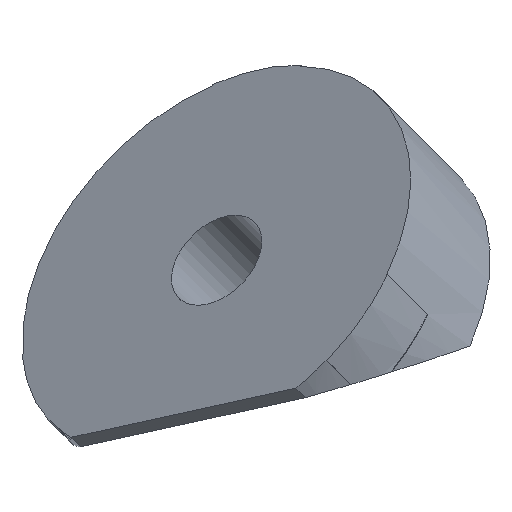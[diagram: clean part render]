
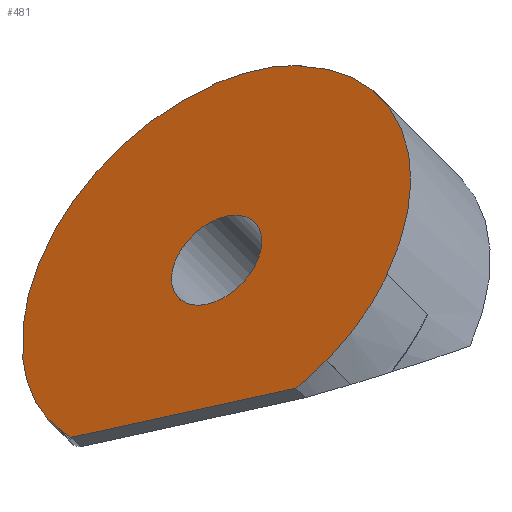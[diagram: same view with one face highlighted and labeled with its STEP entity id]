
A CAD part, top view. The second image highlights one B-rep face of the part: STEP entity #481.
In plain terms, the highlighted planar face has unit normal (-0.542, 0.542, 0.643).
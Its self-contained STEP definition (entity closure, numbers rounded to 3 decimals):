
#19=FACE_BOUND('',#91,.T.);
#35=PLANE('',#543);
#58=FACE_OUTER_BOUND('',#90,.T.);
#90=EDGE_LOOP('',(#376,#377,#378,#379,#380,#381,#382,#383,#384,#385,#386,
#387,#388,#389));
#91=EDGE_LOOP('',(#390));
#118=LINE('',#797,#155);
#122=LINE('',#810,#159);
#123=LINE('',#814,#160);
#124=LINE('',#818,#161);
#125=LINE('',#822,#162);
#126=LINE('',#826,#163);
#127=LINE('',#829,#164);
#155=VECTOR('',#642,10.);
#159=VECTOR('',#658,10.);
#160=VECTOR('',#661,10.);
#161=VECTOR('',#664,10.);
#162=VECTOR('',#667,10.);
#163=VECTOR('',#670,10.);
#164=VECTOR('',#673,10.);
#189=CIRCLE('',#537,2.);
#191=CIRCLE('',#542,8.603);
#192=CIRCLE('',#544,8.603);
#193=CIRCLE('',#545,8.649);
#194=CIRCLE('',#546,8.603);
#195=CIRCLE('',#547,8.649);
#196=CIRCLE('',#548,8.603);
#197=CIRCLE('',#549,8.649);
#227=VERTEX_POINT('',#791);
#228=VERTEX_POINT('',#795);
#229=VERTEX_POINT('',#796);
#230=VERTEX_POINT('',#803);
#231=VERTEX_POINT('',#807);
#232=VERTEX_POINT('',#809);
#233=VERTEX_POINT('',#811);
#234=VERTEX_POINT('',#813);
#235=VERTEX_POINT('',#815);
#236=VERTEX_POINT('',#817);
#237=VERTEX_POINT('',#819);
#238=VERTEX_POINT('',#821);
#239=VERTEX_POINT('',#823);
#240=VERTEX_POINT('',#825);
#241=VERTEX_POINT('',#827);
#278=EDGE_CURVE('',#227,#227,#189,.T.);
#280=EDGE_CURVE('',#228,#229,#118,.T.);
#284=EDGE_CURVE('',#228,#230,#191,.T.);
#286=EDGE_CURVE('',#231,#229,#192,.T.);
#287=EDGE_CURVE('',#232,#231,#122,.T.);
#288=EDGE_CURVE('',#232,#233,#193,.T.);
#289=EDGE_CURVE('',#234,#233,#123,.T.);
#290=EDGE_CURVE('',#235,#234,#194,.T.);
#291=EDGE_CURVE('',#236,#235,#124,.T.);
#292=EDGE_CURVE('',#236,#237,#195,.T.);
#293=EDGE_CURVE('',#238,#237,#125,.T.);
#294=EDGE_CURVE('',#239,#238,#196,.T.);
#295=EDGE_CURVE('',#240,#239,#126,.T.);
#296=EDGE_CURVE('',#240,#241,#197,.T.);
#297=EDGE_CURVE('',#230,#241,#127,.T.);
#376=ORIENTED_EDGE('',*,*,#280,.T.);
#377=ORIENTED_EDGE('',*,*,#286,.F.);
#378=ORIENTED_EDGE('',*,*,#287,.F.);
#379=ORIENTED_EDGE('',*,*,#288,.T.);
#380=ORIENTED_EDGE('',*,*,#289,.F.);
#381=ORIENTED_EDGE('',*,*,#290,.F.);
#382=ORIENTED_EDGE('',*,*,#291,.F.);
#383=ORIENTED_EDGE('',*,*,#292,.T.);
#384=ORIENTED_EDGE('',*,*,#293,.F.);
#385=ORIENTED_EDGE('',*,*,#294,.F.);
#386=ORIENTED_EDGE('',*,*,#295,.F.);
#387=ORIENTED_EDGE('',*,*,#296,.T.);
#388=ORIENTED_EDGE('',*,*,#297,.F.);
#389=ORIENTED_EDGE('',*,*,#284,.F.);
#390=ORIENTED_EDGE('',*,*,#278,.T.);
#481=ADVANCED_FACE('',(#58,#19),#35,.F.);
#537=AXIS2_PLACEMENT_3D('',#792,#637,#638);
#542=AXIS2_PLACEMENT_3D('',#804,#651,#652);
#543=AXIS2_PLACEMENT_3D('',#806,#654,#655);
#544=AXIS2_PLACEMENT_3D('',#808,#656,#657);
#545=AXIS2_PLACEMENT_3D('',#812,#659,#660);
#546=AXIS2_PLACEMENT_3D('',#816,#662,#663);
#547=AXIS2_PLACEMENT_3D('',#820,#665,#666);
#548=AXIS2_PLACEMENT_3D('',#824,#668,#669);
#549=AXIS2_PLACEMENT_3D('',#828,#671,#672);
#637=DIRECTION('center_axis',(0.542,-0.542,-0.643));
#638=DIRECTION('ref_axis',(-0.179,-0.821,0.542));
#642=DIRECTION('',(0.821,0.179,0.542));
#651=DIRECTION('center_axis',(0.542,-0.542,-0.643));
#652=DIRECTION('ref_axis',(-0.179,-0.821,0.542));
#654=DIRECTION('center_axis',(0.542,-0.542,-0.643));
#655=DIRECTION('ref_axis',(-0.179,-0.821,0.542));
#656=DIRECTION('center_axis',(0.542,-0.542,-0.643));
#657=DIRECTION('ref_axis',(-0.179,-0.821,0.542));
#658=DIRECTION('',(-0.622,0.256,-0.74));
#659=DIRECTION('center_axis',(-0.542,0.542,0.643));
#660=DIRECTION('ref_axis',(0.179,0.821,-0.542));
#661=DIRECTION('',(0.622,-0.256,0.74));
#662=DIRECTION('center_axis',(0.542,-0.542,-0.643));
#663=DIRECTION('ref_axis',(-0.179,-0.821,0.542));
#664=DIRECTION('',(-0.179,-0.821,0.542));
#665=DIRECTION('center_axis',(-0.542,0.542,0.643));
#666=DIRECTION('ref_axis',(0.179,0.821,-0.542));
#667=DIRECTION('',(0.179,0.821,-0.542));
#668=DIRECTION('center_axis',(0.542,-0.542,-0.643));
#669=DIRECTION('ref_axis',(-0.179,-0.821,0.542));
#670=DIRECTION('',(0.801,0.565,0.198));
#671=DIRECTION('center_axis',(-0.542,0.542,0.643));
#672=DIRECTION('ref_axis',(0.179,0.821,-0.542));
#673=DIRECTION('',(-0.801,-0.565,-0.198));
#791=CARTESIAN_POINT('',(-110.253,112.253,201.183));
#792=CARTESIAN_POINT('Origin',(-110.61,110.61,202.266));
#795=CARTESIAN_POINT('',(-116.036,104.008,203.256));
#796=CARTESIAN_POINT('',(-107.658,105.83,208.781));
#797=CARTESIAN_POINT('',(-111.847,104.919,206.019));
#803=CARTESIAN_POINT('',(-116.797,104.635,202.087));
#804=CARTESIAN_POINT('Origin',(-110.61,110.61,202.266));
#806=CARTESIAN_POINT('Origin',(-109.065,117.714,197.581));
#807=CARTESIAN_POINT('',(-106.536,106.866,208.854));
#808=CARTESIAN_POINT('Origin',(-110.61,110.61,202.266));
#809=CARTESIAN_POINT('',(-106.506,106.854,208.889));
#810=CARTESIAN_POINT('',(-99.415,103.936,217.324));
#811=CARTESIAN_POINT('',(-104.245,110.057,208.096));
#812=CARTESIAN_POINT('Origin',(-110.61,110.61,202.266));
#813=CARTESIAN_POINT('',(-104.274,110.069,208.061));
#814=CARTESIAN_POINT('',(-110.465,112.617,200.697));
#815=CARTESIAN_POINT('',(-107.473,117.84,198.817));
#816=CARTESIAN_POINT('Origin',(-110.61,110.61,202.266));
#817=CARTESIAN_POINT('',(-107.464,117.879,198.791));
#818=CARTESIAN_POINT('',(-104.269,132.571,189.102));
#819=CARTESIAN_POINT('',(-110.75,117.165,196.624));
#820=CARTESIAN_POINT('Origin',(-110.61,110.61,202.266));
#821=CARTESIAN_POINT('',(-110.758,117.126,196.65));
#822=CARTESIAN_POINT('',(-111.377,114.279,198.527));
#823=CARTESIAN_POINT('',(-117.821,107.123,199.127));
#824=CARTESIAN_POINT('Origin',(-110.61,110.61,202.266));
#825=CARTESIAN_POINT('',(-117.859,107.097,199.118));
#826=CARTESIAN_POINT('',(-126.987,100.651,196.857));
#827=CARTESIAN_POINT('',(-116.835,104.608,202.077));
#828=CARTESIAN_POINT('Origin',(-110.61,110.61,202.266));
#829=CARTESIAN_POINT('',(-108.829,110.262,204.06));
